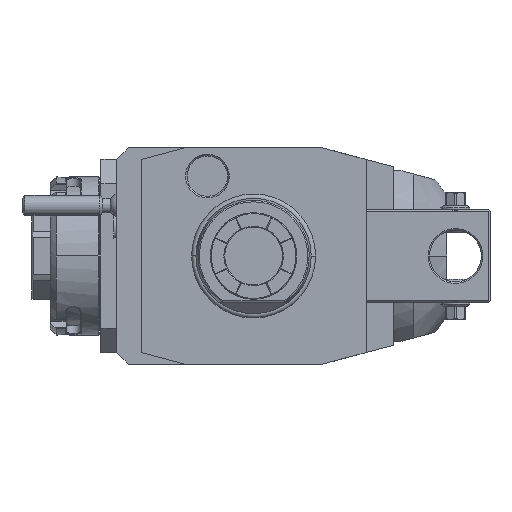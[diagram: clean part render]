
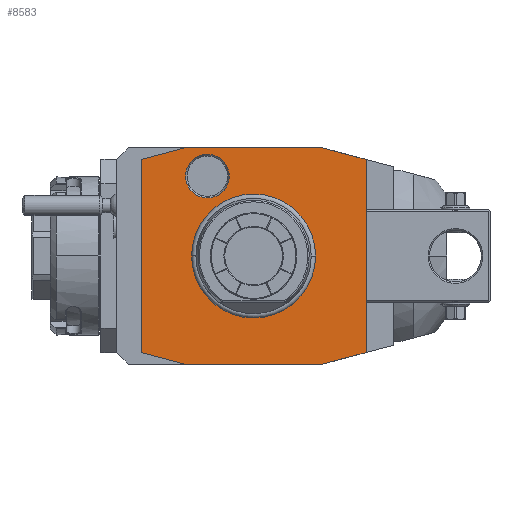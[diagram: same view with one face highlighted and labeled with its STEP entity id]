
A CAD part, front view. The second image highlights one B-rep face of the part: STEP entity #8583.
In plain terms, the highlighted planar face has unit normal (0, -1, 0).
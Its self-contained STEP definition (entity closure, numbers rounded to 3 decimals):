
#1=DIRECTION('',(-1.,0.,0.));
#2=VECTOR('',#1,48.);
#3=CARTESIAN_POINT('',(24.,0.,37.5));
#4=LINE('',#3,#2);
#5=DIRECTION('',(-0.966,0.,0.259));
#6=VECTOR('',#5,15.529);
#7=CARTESIAN_POINT('',(39.,0.,33.481));
#8=LINE('',#7,#6);
#9=DIRECTION('',(0.,0.,1.));
#10=VECTOR('',#9,66.962);
#11=CARTESIAN_POINT('',(39.,0.,-33.481));
#12=LINE('',#11,#10);
#13=DIRECTION('',(0.966,0.,0.259));
#14=VECTOR('',#13,15.529);
#15=CARTESIAN_POINT('',(24.,0.,-37.5));
#16=LINE('',#15,#14);
#17=DIRECTION('',(1.,0.,0.));
#18=VECTOR('',#17,48.);
#19=CARTESIAN_POINT('',(-24.,0.,-37.5));
#20=LINE('',#19,#18);
#21=DIRECTION('',(0.966,0.,-0.259));
#22=VECTOR('',#21,15.529);
#23=CARTESIAN_POINT('',(-39.,0.,-33.481));
#24=LINE('',#23,#22);
#25=DIRECTION('',(0.,0.,-1.));
#26=VECTOR('',#25,66.962);
#27=CARTESIAN_POINT('',(-39.,0.,33.481));
#28=LINE('',#27,#26);
#29=DIRECTION('',(-0.966,0.,-0.259));
#30=VECTOR('',#29,15.529);
#31=CARTESIAN_POINT('',(-24.,0.,37.5));
#32=LINE('',#31,#30);
#33=CARTESIAN_POINT('',(-16.,0.,27.713));
#34=DIRECTION('',(0.,1.,0.));
#35=DIRECTION('',(1.,0.,0.));
#36=AXIS2_PLACEMENT_3D('',#33,#34,#35);
#38=CARTESIAN_POINT('',(-16.,0.,27.713));
#39=DIRECTION('',(0.,1.,0.));
#40=DIRECTION('',(-1.,0.,0.));
#41=AXIS2_PLACEMENT_3D('',#38,#39,#40);
#5326=CARTESIAN_POINT('',(0.,0.,0.));
#5327=DIRECTION('',(0.,1.,0.));
#5328=DIRECTION('',(-1.,0.,0.));
#5329=AXIS2_PLACEMENT_3D('',#5326,#5327,#5328);
#5331=CARTESIAN_POINT('',(0.,0.,0.));
#5332=DIRECTION('',(0.,1.,0.));
#5333=DIRECTION('',(1.,0.,0.));
#5334=AXIS2_PLACEMENT_3D('',#5331,#5332,#5333);
#7527=CARTESIAN_POINT('',(-8.423,0.,27.713));
#7528=CARTESIAN_POINT('',(-23.577,0.,27.713));
#7529=VERTEX_POINT('',#7527);
#7530=VERTEX_POINT('',#7528);
#8350=CARTESIAN_POINT('',(24.,0.,37.5));
#8351=CARTESIAN_POINT('',(-24.,0.,37.5));
#8352=VERTEX_POINT('',#8350);
#8353=VERTEX_POINT('',#8351);
#8354=CARTESIAN_POINT('',(39.,0.,-33.481));
#8355=CARTESIAN_POINT('',(39.,0.,33.481));
#8356=VERTEX_POINT('',#8354);
#8357=VERTEX_POINT('',#8355);
#8358=CARTESIAN_POINT('',(-39.,0.,-33.481));
#8359=CARTESIAN_POINT('',(-24.,0.,-37.5));
#8360=VERTEX_POINT('',#8358);
#8361=VERTEX_POINT('',#8359);
#8362=CARTESIAN_POINT('',(-39.,0.,33.481));
#8363=VERTEX_POINT('',#8362);
#8388=CARTESIAN_POINT('',(24.,0.,-37.5));
#8389=VERTEX_POINT('',#8388);
#8430=CARTESIAN_POINT('',(-21.137,0.,0.));
#8431=CARTESIAN_POINT('',(21.137,0.,0.));
#8432=VERTEX_POINT('',#8430);
#8433=VERTEX_POINT('',#8431);
#8548=CARTESIAN_POINT('',(0.,0.,0.));
#8549=DIRECTION('',(0.,-1.,0.));
#8550=DIRECTION('',(-1.,0.,0.));
#8551=AXIS2_PLACEMENT_3D('',#8548,#8549,#8550);
#8552=PLANE('',#8551);
#8554=ORIENTED_EDGE('',*,*,#8553,.F.);
#8556=ORIENTED_EDGE('',*,*,#8555,.F.);
#8558=ORIENTED_EDGE('',*,*,#8557,.F.);
#8560=ORIENTED_EDGE('',*,*,#8559,.F.);
#8562=ORIENTED_EDGE('',*,*,#8561,.F.);
#8564=ORIENTED_EDGE('',*,*,#8563,.F.);
#8566=ORIENTED_EDGE('',*,*,#8565,.F.);
#8568=ORIENTED_EDGE('',*,*,#8567,.F.);
#8569=EDGE_LOOP('',(#8554,#8556,#8558,#8560,#8562,#8564,#8566,#8568));
#8570=FACE_OUTER_BOUND('',#8569,.F.);
#8572=ORIENTED_EDGE('',*,*,#8571,.F.);
#8574=ORIENTED_EDGE('',*,*,#8573,.F.);
#8575=EDGE_LOOP('',(#8572,#8574));
#8576=FACE_BOUND('',#8575,.F.);
#8578=ORIENTED_EDGE('',*,*,#8577,.F.);
#8580=ORIENTED_EDGE('',*,*,#8579,.F.);
#8581=EDGE_LOOP('',(#8578,#8580));
#8582=FACE_BOUND('',#8581,.F.);
#37=CIRCLE('',#36,7.577);
#42=CIRCLE('',#41,7.577);
#5330=CIRCLE('',#5329,21.137);
#5335=CIRCLE('',#5334,21.137);
#8553=EDGE_CURVE('',#8352,#8353,#4,.T.);
#8555=EDGE_CURVE('',#8357,#8352,#8,.T.);
#8557=EDGE_CURVE('',#8356,#8357,#12,.T.);
#8559=EDGE_CURVE('',#8389,#8356,#16,.T.);
#8561=EDGE_CURVE('',#8361,#8389,#20,.T.);
#8563=EDGE_CURVE('',#8360,#8361,#24,.T.);
#8565=EDGE_CURVE('',#8363,#8360,#28,.T.);
#8567=EDGE_CURVE('',#8353,#8363,#32,.T.);
#8571=EDGE_CURVE('',#8432,#8433,#5330,.T.);
#8573=EDGE_CURVE('',#8433,#8432,#5335,.T.);
#8577=EDGE_CURVE('',#7529,#7530,#37,.T.);
#8579=EDGE_CURVE('',#7530,#7529,#42,.T.);
#8583=ADVANCED_FACE('',(#8570,#8576,#8582),#8552,.T.);
